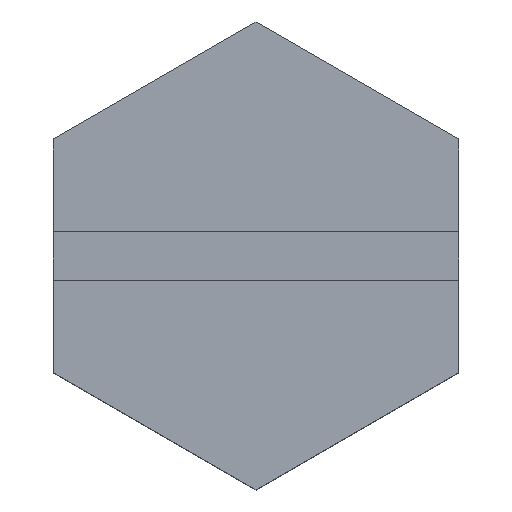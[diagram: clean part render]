
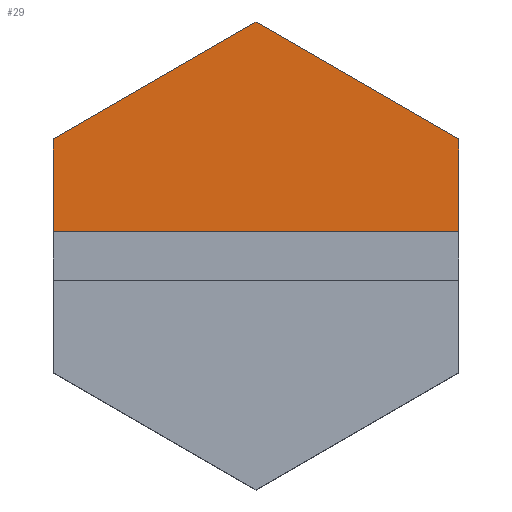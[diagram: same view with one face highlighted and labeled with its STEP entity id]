
A CAD part, top view. The second image highlights one B-rep face of the part: STEP entity #29.
In plain terms, the highlighted planar face has unit normal (0, 0, 1).
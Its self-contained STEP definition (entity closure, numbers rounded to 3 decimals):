
#28 = EDGE_LOOP ( 'NONE', ( #128, #132, #105, #108, #111 ) ) ;
#29 = ADVANCED_FACE ( 'NONE', ( #168 ), #171, .T. ) ;
#105 = ORIENTED_EDGE ( 'NONE', *, *, #106, .T. ) ;
#106 = EDGE_CURVE ( 'NONE', #125, #107, #348, .T. ) ;
#107 = VERTEX_POINT ( 'NONE', #343 ) ;
#108 = ORIENTED_EDGE ( 'NONE', *, *, #109, .T. ) ;
#109 = EDGE_CURVE ( 'NONE', #107, #110, #342, .T. ) ;
#110 = VERTEX_POINT ( 'NONE', #320 ) ;
#111 = ORIENTED_EDGE ( 'NONE', *, *, #112, .T. ) ;
#112 = EDGE_CURVE ( 'NONE', #110, #131, #319, .T. ) ;
#125 = VERTEX_POINT ( 'NONE', #374 ) ;
#128 = ORIENTED_EDGE ( 'NONE', *, *, #129, .F. ) ;
#129 = EDGE_CURVE ( 'NONE', #130, #131, #418, .T. ) ;
#130 = VERTEX_POINT ( 'NONE', #414 ) ;
#131 = VERTEX_POINT ( 'NONE', #413 ) ;
#132 = ORIENTED_EDGE ( 'NONE', *, *, #133, .T. ) ;
#133 = EDGE_CURVE ( 'NONE', #130, #125, #412, .T. ) ;
#168 = FACE_OUTER_BOUND ( 'NONE', #28, .T. ) ;
#171 = PLANE ( 'NONE',  #183 ) ;
#176 = CARTESIAN_POINT ( 'NONE',  ( 0., 5.774, 4. ) ) ;
#182 = DIRECTION ( 'NONE',  ( 1., 0., 0. ) ) ;
#183 = AXIS2_PLACEMENT_3D ( 'NONE', #176, #184, #182 ) ;
#184 = DIRECTION ( 'NONE',  ( 0., 0., 1. ) ) ;
#316 = DIRECTION ( 'NONE',  ( 0., 1., 0. ) ) ;
#317 = VECTOR ( 'NONE', #316, 1000. ) ;
#318 = CARTESIAN_POINT ( 'NONE',  ( 5., -2.887, 4. ) ) ;
#319 = LINE ( 'NONE', #408, #407 ) ;
#320 = CARTESIAN_POINT ( 'NONE',  ( -5., 2.887, 4. ) ) ;
#321 = DIRECTION ( 'NONE',  ( -0.866, -0.5, 0. ) ) ;
#322 = VECTOR ( 'NONE', #321, 1000. ) ;
#323 = CARTESIAN_POINT ( 'NONE',  ( 0., 5.774, 4. ) ) ;
#342 = LINE ( 'NONE', #323, #322 ) ;
#343 = CARTESIAN_POINT ( 'NONE',  ( 0., 5.774, 4. ) ) ;
#344 = DIRECTION ( 'NONE',  ( -0.866, 0.5, 0. ) ) ;
#345 = VECTOR ( 'NONE', #344, 1000. ) ;
#347 = CARTESIAN_POINT ( 'NONE',  ( 5., 2.887, 4. ) ) ;
#348 = LINE ( 'NONE', #347, #345 ) ;
#374 = CARTESIAN_POINT ( 'NONE',  ( 5., 2.887, 4. ) ) ;
#406 = DIRECTION ( 'NONE',  ( 0., -1., 0. ) ) ;
#407 = VECTOR ( 'NONE', #406, 1000. ) ;
#408 = CARTESIAN_POINT ( 'NONE',  ( -5., 2.887, 4. ) ) ;
#412 = LINE ( 'NONE', #318, #317 ) ;
#413 = CARTESIAN_POINT ( 'NONE',  ( -5., 0.6, 4. ) ) ;
#414 = CARTESIAN_POINT ( 'NONE',  ( 5., 0.6, 4. ) ) ;
#415 = DIRECTION ( 'NONE',  ( -1., 0., 0. ) ) ;
#416 = VECTOR ( 'NONE', #415, 1000. ) ;
#417 = CARTESIAN_POINT ( 'NONE',  ( -5., 0.6, 4. ) ) ;
#418 = LINE ( 'NONE', #417, #416 ) ;
